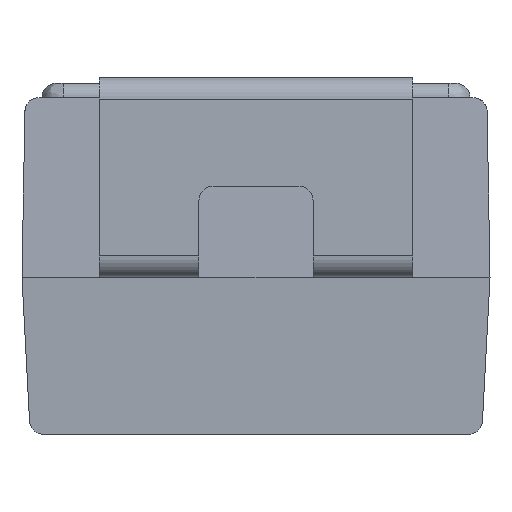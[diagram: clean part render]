
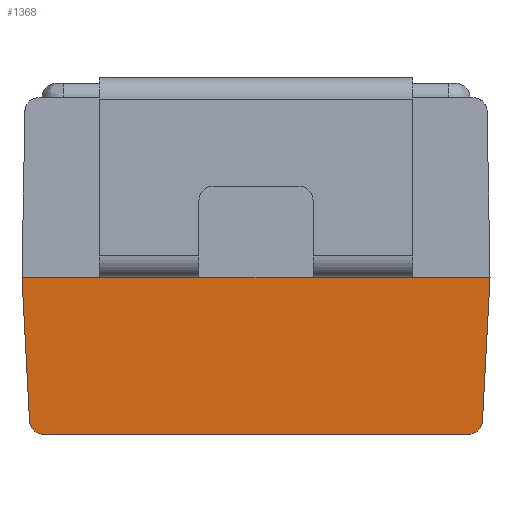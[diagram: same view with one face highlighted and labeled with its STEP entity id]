
A CAD part, front view. The second image highlights one B-rep face of the part: STEP entity #1368.
In plain terms, the highlighted planar face has unit normal (0, -0.999, -0.035).
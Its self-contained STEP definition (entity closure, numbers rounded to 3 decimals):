
#25=ELLIPSE('',#1467,0.1,0.1);
#27=ELLIPSE('',#1499,0.1,0.1);
#66=PLANE('',#1498);
#133=FACE_OUTER_BOUND('',#204,.T.);
#204=EDGE_LOOP('',(#1218,#1219,#1220,#1221,#1222,#1223));
#269=LINE('',#2067,#404);
#310=LINE('',#2174,#445);
#338=LINE('',#2298,#473);
#340=LINE('',#2303,#475);
#404=VECTOR('',#1671,10.);
#445=VECTOR('',#1774,10.);
#473=VECTOR('',#1872,10.);
#475=VECTOR('',#1878,10.);
#592=VERTEX_POINT('',#2064);
#593=VERTEX_POINT('',#2066);
#626=VERTEX_POINT('',#2170);
#628=VERTEX_POINT('',#2173);
#632=VERTEX_POINT('',#2188);
#654=VERTEX_POINT('',#2301);
#743=EDGE_CURVE('',#592,#593,#269,.T.);
#797=EDGE_CURVE('',#628,#626,#310,.T.);
#805=EDGE_CURVE('',#628,#632,#25,.T.);
#844=EDGE_CURVE('',#592,#632,#338,.T.);
#846=EDGE_CURVE('',#654,#626,#27,.T.);
#847=EDGE_CURVE('',#654,#593,#340,.T.);
#1218=ORIENTED_EDGE('',*,*,#805,.F.);
#1219=ORIENTED_EDGE('',*,*,#797,.T.);
#1220=ORIENTED_EDGE('',*,*,#846,.F.);
#1221=ORIENTED_EDGE('',*,*,#847,.T.);
#1222=ORIENTED_EDGE('',*,*,#743,.F.);
#1223=ORIENTED_EDGE('',*,*,#844,.T.);
#1368=ADVANCED_FACE('',(#133),#66,.T.);
#1467=AXIS2_PLACEMENT_3D('',#2189,#1789,#1790);
#1498=AXIS2_PLACEMENT_3D('',#2300,#1874,#1875);
#1499=AXIS2_PLACEMENT_3D('',#2302,#1876,#1877);
#1671=DIRECTION('',(1.,0.,0.));
#1774=DIRECTION('',(1.,0.,0.));
#1789=DIRECTION('center_axis',(0.,0.999,0.035));
#1790=DIRECTION('ref_axis',(0.,0.035,-0.999));
#1872=DIRECTION('',(0.052,0.035,-0.998));
#1874=DIRECTION('center_axis',(0.,-0.999,-0.035));
#1875=DIRECTION('ref_axis',(-1.,0.,0.));
#1876=DIRECTION('center_axis',(0.,0.999,0.035));
#1877=DIRECTION('ref_axis',(0.,0.035,-0.999));
#1878=DIRECTION('',(0.052,-0.035,0.998));
#2064=CARTESIAN_POINT('',(-1.64,-2.89,0.));
#2066=CARTESIAN_POINT('',(1.64,-2.89,0.));
#2067=CARTESIAN_POINT('',(-1.64,-2.89,0.));
#2170=CARTESIAN_POINT('',(1.487,-2.852,-1.1));
#2173=CARTESIAN_POINT('',(-1.487,-2.852,-1.1));
#2174=CARTESIAN_POINT('',(-1.64,-2.852,-1.1));
#2188=CARTESIAN_POINT('',(-1.587,-2.855,-1.005));
#2189=CARTESIAN_POINT('Origin',(-1.487,-2.855,-1.));
#2298=CARTESIAN_POINT('',(-1.637,-2.888,-0.05));
#2300=CARTESIAN_POINT('Origin',(-1.64,-2.89,0.));
#2301=CARTESIAN_POINT('',(1.587,-2.855,-1.005));
#2302=CARTESIAN_POINT('Origin',(1.487,-2.855,-1.));
#2303=CARTESIAN_POINT('',(1.604,-2.866,-0.685));
